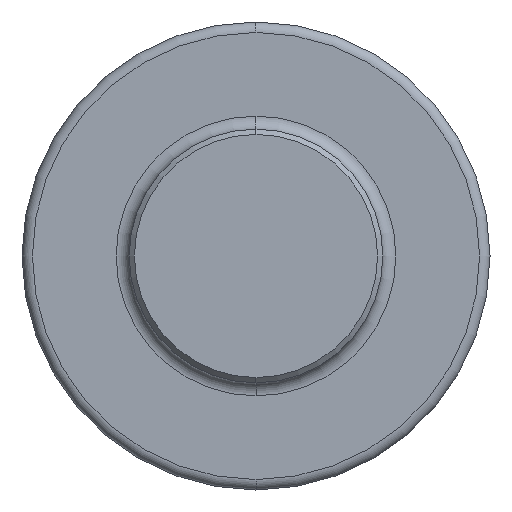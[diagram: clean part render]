
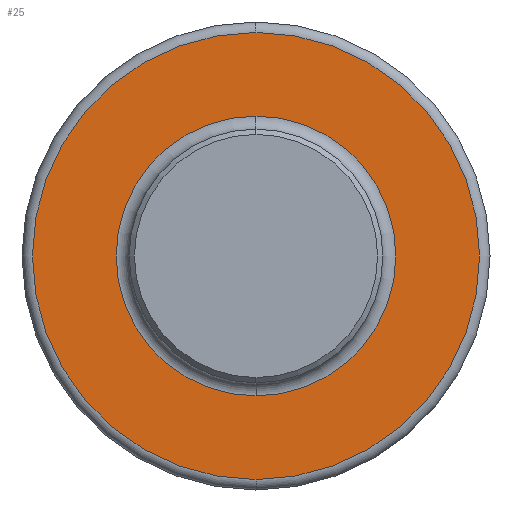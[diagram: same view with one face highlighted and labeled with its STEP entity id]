
A CAD part, left-side view. The second image highlights one B-rep face of the part: STEP entity #25.
In plain terms, the highlighted planar face has unit normal (-1, 0, 0).
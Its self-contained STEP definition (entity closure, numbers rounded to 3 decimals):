
#6 = EDGE_CURVE ( 'NONE', #368, #534, #236, .T. ) ;
#10 = ORIENTED_EDGE ( 'NONE', *, *, #675, .T. ) ;
#21 = ORIENTED_EDGE ( 'NONE', *, *, #337, .T. ) ;
#25 = ADVANCED_FACE ( 'NONE', ( #366, #476 ), #585, .F. ) ;
#27 = CARTESIAN_POINT ( 'NONE',  ( -0.75, 0., 0. ) ) ;
#34 = EDGE_LOOP ( 'NONE', ( #344, #21 ) ) ;
#35 = CIRCLE ( 'NONE', #608, 4.275 ) ;
#68 = CARTESIAN_POINT ( 'NONE',  ( -0.75, 0., 2.675 ) ) ;
#104 = DIRECTION ( 'NONE',  ( 0., 0., -1. ) ) ;
#142 = AXIS2_PLACEMENT_3D ( 'NONE', #27, #528, #362 ) ;
#174 = DIRECTION ( 'NONE',  ( -1., 0., 0. ) ) ;
#188 = DIRECTION ( 'NONE',  ( 0., 0., -1. ) ) ;
#196 = DIRECTION ( 'NONE',  ( 1., 0., 0. ) ) ;
#206 = DIRECTION ( 'NONE',  ( -1., 0., 0. ) ) ;
#208 = DIRECTION ( 'NONE',  ( 1., 0., 0. ) ) ;
#236 = CIRCLE ( 'NONE', #304, 2.675 ) ;
#262 = AXIS2_PLACEMENT_3D ( 'NONE', #526, #196, #188 ) ;
#276 = CARTESIAN_POINT ( 'NONE',  ( -0.75, 0., 0. ) ) ;
#304 = AXIS2_PLACEMENT_3D ( 'NONE', #634, #208, #434 ) ;
#312 = CARTESIAN_POINT ( 'NONE',  ( -0.75, 0., -2.675 ) ) ;
#337 = EDGE_CURVE ( 'NONE', #534, #368, #388, .T. ) ;
#344 = ORIENTED_EDGE ( 'NONE', *, *, #6, .T. ) ;
#362 = DIRECTION ( 'NONE',  ( 0., 0., -1. ) ) ;
#366 = FACE_OUTER_BOUND ( 'NONE', #705, .T. ) ;
#368 = VERTEX_POINT ( 'NONE', #312 ) ;
#388 = CIRCLE ( 'NONE', #262, 2.675 ) ;
#396 = VERTEX_POINT ( 'NONE', #680 ) ;
#434 = DIRECTION ( 'NONE',  ( 0., 0., -1. ) ) ;
#449 = DIRECTION ( 'NONE',  ( 0., 0., -1. ) ) ;
#476 = FACE_BOUND ( 'NONE', #34, .T. ) ;
#499 = CIRCLE ( 'NONE', #662, 4.275 ) ;
#526 = CARTESIAN_POINT ( 'NONE',  ( -0.75, 0., 0. ) ) ;
#528 = DIRECTION ( 'NONE',  ( 1., 0., 0. ) ) ;
#534 = VERTEX_POINT ( 'NONE', #68 ) ;
#569 = EDGE_CURVE ( 'NONE', #672, #396, #35, .T. ) ;
#585 = PLANE ( 'NONE',  #142 ) ;
#608 = AXIS2_PLACEMENT_3D ( 'NONE', #276, #174, #449 ) ;
#630 = ORIENTED_EDGE ( 'NONE', *, *, #569, .T. ) ;
#634 = CARTESIAN_POINT ( 'NONE',  ( -0.75, 0., 0. ) ) ;
#638 = CARTESIAN_POINT ( 'NONE',  ( -0.75, 0., 0. ) ) ;
#648 = CARTESIAN_POINT ( 'NONE',  ( -0.75, 0., -4.275 ) ) ;
#662 = AXIS2_PLACEMENT_3D ( 'NONE', #638, #206, #104 ) ;
#672 = VERTEX_POINT ( 'NONE', #648 ) ;
#675 = EDGE_CURVE ( 'NONE', #396, #672, #499, .T. ) ;
#680 = CARTESIAN_POINT ( 'NONE',  ( -0.75, 0., 4.275 ) ) ;
#705 = EDGE_LOOP ( 'NONE', ( #630, #10 ) ) ;
